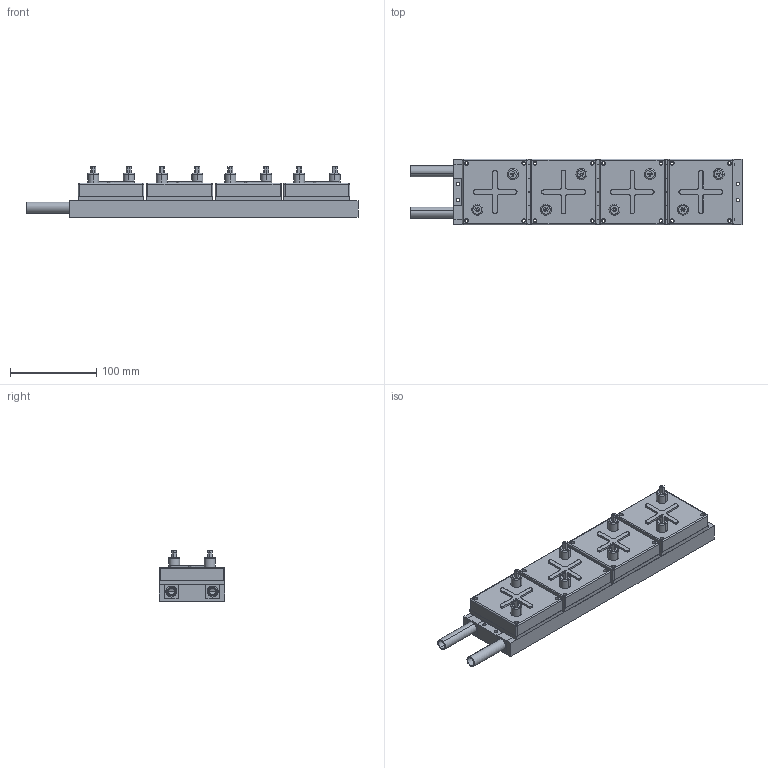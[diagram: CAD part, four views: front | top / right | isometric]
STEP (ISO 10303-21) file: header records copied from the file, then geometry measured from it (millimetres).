
FILE_DESCRIPTION (( 'STEP AP203' ), '1' );
FILE_NAME ('HT-TAP1000-4.STEP', '2017-09-26T13:45:45', ( '' ), ( '' ), 'SwSTEP 2.0', 'SolidWorks 2013', '' );
FILE_SCHEMA (( 'CONFIG_CONTROL_DESIGN' ));
Length unit declared in the file: inch
Products named in the file (11): TAP1000 RESISTOR; HT-IN-OUT-ADAPTER-.4OD; ST-INOUT-12.0-4; LARGER GAP FILL; HT-SIDEBYSIDE-CONNECTOR; ST-CON-10.89-4; SMALLER GAP FILL; BP-TAP1000-4; HT-TAP1000-4; RT-.5OD-2.0
Assembly tree (18 placements, depth 2):
  HT-TAP1000-4
    BP-TAP1000-4
    ST-INOUT-12.0-4
    ST-CON-10.89-4  x2
    ST-INOUT-12.0-4
    TAP1000 RESISTOR  x4
    HT-SIDEBYSIDE-CONNECTOR  x3
    HT-IN-OUT-ADAPTER-.4OD  x2
    RT-.5OD-2.0  x2
    LARGER GAP FILL
    SMALLER GAP FILL
Bounding box: 384.18 x 76.2 x 58.37 mm (x, y, z)
Volume: 853879 mm3; surface area: 352100.4 mm2
Topology: 22 solids, 22 shells, 706 faces, 1782 edges, 1124 vertices
Faces by surface type: plane 340, cylinder 298, torus 52, sphere 16
Entity records: 11350 total; most frequent: CARTESIAN_POINT 1951, DIRECTION 1743, ORIENTED_EDGE 1626, EDGE_CURVE 813, AXIS2_PLACEMENT_3D 619, VERTEX_POINT 527, LINE 505, VECTOR 505
